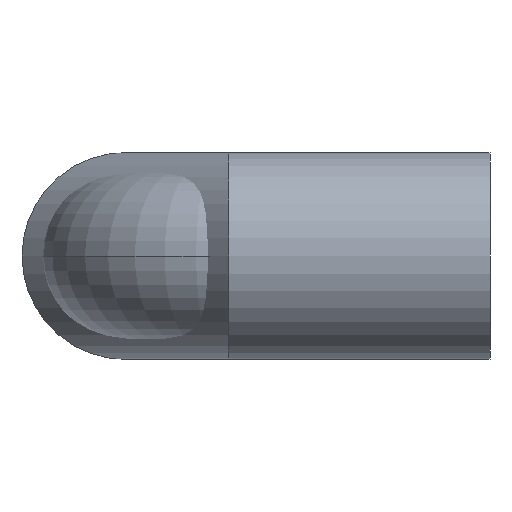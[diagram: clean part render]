
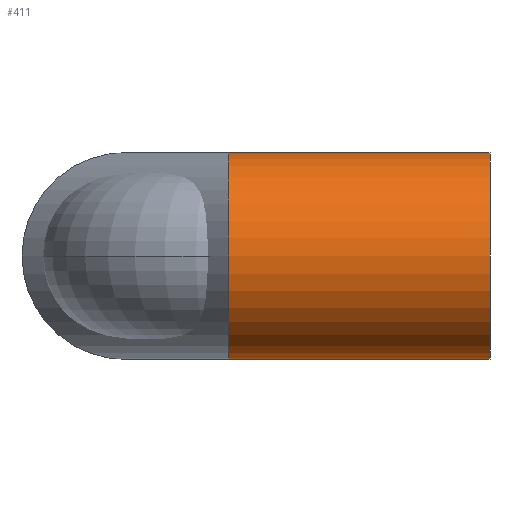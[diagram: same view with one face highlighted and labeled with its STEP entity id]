
A CAD part, left-side view. The second image highlights one B-rep face of the part: STEP entity #411.
In plain terms, the highlighted cylindrical face has radius 31.5 mm (diameter 63 mm), a partial arc.
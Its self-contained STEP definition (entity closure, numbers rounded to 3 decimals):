
#1 = VERTEX_POINT ( 'NONE', #5 ) ;
#5 = CARTESIAN_POINT ( 'NONE',  ( 0., 79.5, -31.5 ) ) ;
#21 = AXIS2_PLACEMENT_3D ( 'NONE', #114, #259, #387 ) ;
#28 = DIRECTION ( 'NONE',  ( 0., 1., 0. ) ) ;
#32 = CARTESIAN_POINT ( 'NONE',  ( 0., 79.5, 31.5 ) ) ;
#59 = EDGE_CURVE ( 'NONE', #343, #409, #255, .T. ) ;
#60 = DIRECTION ( 'NONE',  ( 0., 1., 0. ) ) ;
#65 = VECTOR ( 'NONE', #28, 1000. ) ;
#73 = EDGE_CURVE ( 'NONE', #1, #421, #242, .T. ) ;
#90 = ORIENTED_EDGE ( 'NONE', *, *, #73, .F. ) ;
#93 = LINE ( 'NONE', #239, #212 ) ;
#111 = EDGE_CURVE ( 'NONE', #409, #421, #93, .T. ) ;
#114 = CARTESIAN_POINT ( 'NONE',  ( 0., 0., 0. ) ) ;
#136 = DIRECTION ( 'NONE',  ( 0., 1., 0. ) ) ;
#148 = CARTESIAN_POINT ( 'NONE',  ( 0., 0., 31.5 ) ) ;
#182 = CARTESIAN_POINT ( 'NONE',  ( 0., 0., -31.5 ) ) ;
#212 = VECTOR ( 'NONE', #375, 1000. ) ;
#217 = LINE ( 'NONE', #355, #65 ) ;
#234 = AXIS2_PLACEMENT_3D ( 'NONE', #379, #60, #237 ) ;
#237 = DIRECTION ( 'NONE',  ( 0., 0., 1. ) ) ;
#239 = CARTESIAN_POINT ( 'NONE',  ( 0., 0., 31.5 ) ) ;
#242 = CIRCLE ( 'NONE', #234, 31.5 ) ;
#250 = AXIS2_PLACEMENT_3D ( 'NONE', #437, #136, #281 ) ;
#255 = CIRCLE ( 'NONE', #250, 31.5 ) ;
#259 = DIRECTION ( 'NONE',  ( 0., 1., 0. ) ) ;
#272 = ORIENTED_EDGE ( 'NONE', *, *, #59, .T. ) ;
#281 = DIRECTION ( 'NONE',  ( 0., 0., 1. ) ) ;
#294 = FACE_OUTER_BOUND ( 'NONE', #304, .T. ) ;
#304 = EDGE_LOOP ( 'NONE', ( #431, #272, #401, #90 ) ) ;
#340 = EDGE_CURVE ( 'NONE', #343, #1, #217, .T. ) ;
#343 = VERTEX_POINT ( 'NONE', #182 ) ;
#355 = CARTESIAN_POINT ( 'NONE',  ( 0., 0., -31.5 ) ) ;
#375 = DIRECTION ( 'NONE',  ( 0., 1., 0. ) ) ;
#379 = CARTESIAN_POINT ( 'NONE',  ( 0., 79.5, 0. ) ) ;
#387 = DIRECTION ( 'NONE',  ( 0., 0., 1. ) ) ;
#401 = ORIENTED_EDGE ( 'NONE', *, *, #111, .T. ) ;
#409 = VERTEX_POINT ( 'NONE', #148 ) ;
#411 = ADVANCED_FACE ( 'NONE', ( #294 ), #419, .T. ) ;
#419 = CYLINDRICAL_SURFACE ( 'NONE', #21, 31.5 ) ;
#421 = VERTEX_POINT ( 'NONE', #32 ) ;
#431 = ORIENTED_EDGE ( 'NONE', *, *, #340, .F. ) ;
#437 = CARTESIAN_POINT ( 'NONE',  ( 0., 0., 0. ) ) ;
